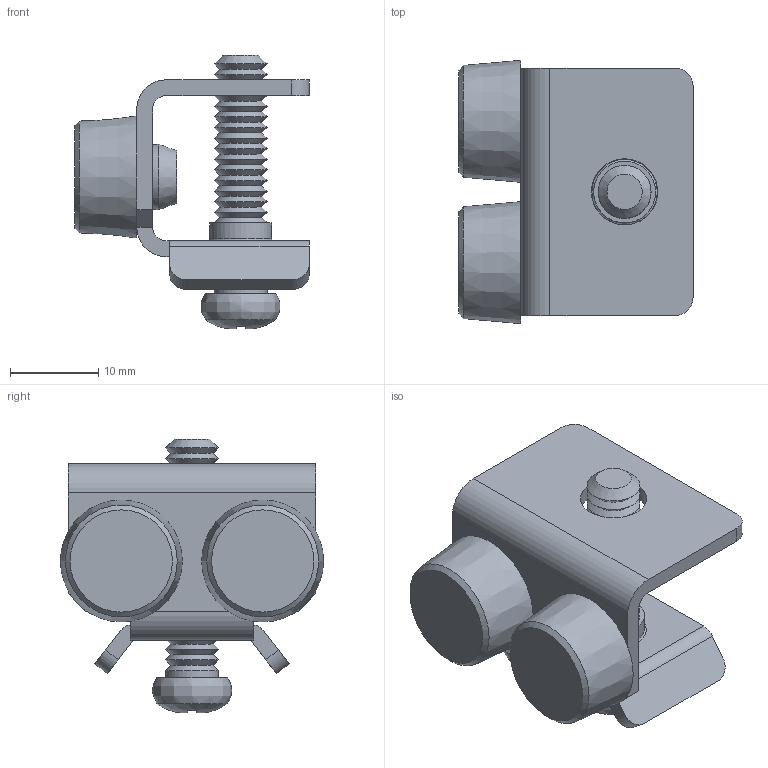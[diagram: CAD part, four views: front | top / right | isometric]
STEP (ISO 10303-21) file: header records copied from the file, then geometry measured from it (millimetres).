
FILE_DESCRIPTION( ( 'STEP AP214' ), '1' );
FILE_NAME( ' ', ' ', ( ' ' ), ( ' ' ), 'PSStep 11.0', 'VISI 17.0', ' ' );
FILE_SCHEMA( ( 'AUTOMOTIVE_DESIGN { 1 0 10303 214 1 1 1 1 }' ) );
Length unit declared in the file: millimetre
Products named in the file (4): 1; 2; 3; 4
Bounding box: 26.5 x 29.8 x 31 mm (x, y, z)
Volume: 4828.8 mm3; surface area: 5933.3 mm2
Topology: 4 solids, 4 shells, 196 faces, 481 edges, 309 vertices
Faces by surface type: cone 85, plane 76, cylinder 17, torus 14, sphere 2, bspline 2
Full cylindrical faces by diameter (mm): 6 x1, 7 x3, 7.5 x1
Entity records: 7120 total; most frequent: CARTESIAN_POINT 1406, DIRECTION 840, ORIENTED_EDGE 752, EDGE_CURVE 376, AXIS2_PLACEMENT_3D 354, EDGE_LOOP 292, VERTEX_POINT 276, FACE_OUTER_BOUND 205
